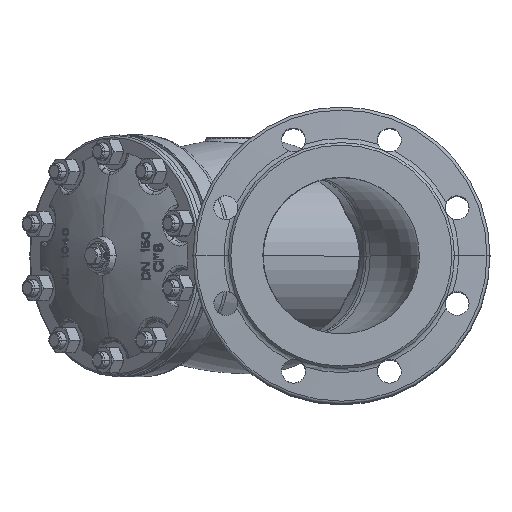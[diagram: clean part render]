
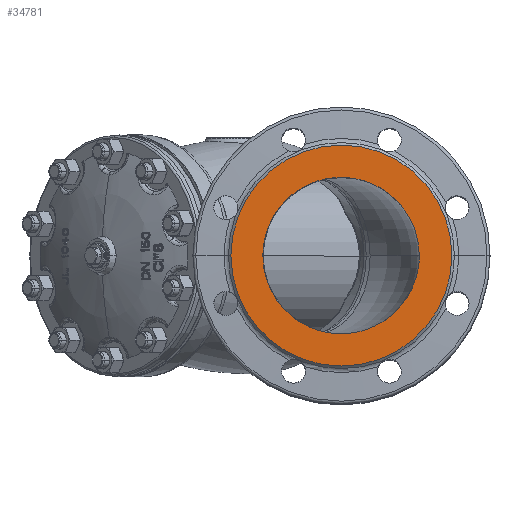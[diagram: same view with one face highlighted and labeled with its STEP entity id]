
A CAD part, top view. The second image highlights one B-rep face of the part: STEP entity #34781.
In plain terms, the highlighted planar face has unit normal (0, 0, 1).
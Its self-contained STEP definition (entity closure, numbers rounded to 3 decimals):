
#6528=CARTESIAN_POINT('',(88.,0.,405.));
#6529=DIRECTION('',(0.,0.,-1.));
#6530=DIRECTION('',(1.,0.,0.));
#6531=AXIS2_PLACEMENT_3D('',#6528,#6529,#6530);
#6533=CARTESIAN_POINT('',(88.,0.,405.));
#6534=DIRECTION('',(0.,0.,-1.));
#6535=DIRECTION('',(-1.,0.,0.));
#6536=AXIS2_PLACEMENT_3D('',#6533,#6534,#6535);
#6538=CARTESIAN_POINT('',(162.683,0.,405.));
#6539=CARTESIAN_POINT('',(162.683,8.839,405.));
#6540=CARTESIAN_POINT('',(159.481,27.942,405.));
#6541=CARTESIAN_POINT('',(145.16,50.146,405.));
#6542=CARTESIAN_POINT('',(128.964,63.248,405.));
#6543=CARTESIAN_POINT('',(115.374,70.236,405.));
#6544=CARTESIAN_POINT('',(103.629,73.551,405.));
#6545=CARTESIAN_POINT('',(94.383,74.804,405.));
#6546=CARTESIAN_POINT('',(87.683,75.098,405.));
#6547=CARTESIAN_POINT('',(80.983,74.804,405.));
#6548=CARTESIAN_POINT('',(71.736,73.551,405.));
#6549=CARTESIAN_POINT('',(59.992,70.236,405.));
#6550=CARTESIAN_POINT('',(46.401,63.248,405.));
#6551=CARTESIAN_POINT('',(30.206,50.146,405.));
#6552=CARTESIAN_POINT('',(15.885,27.942,405.));
#6553=CARTESIAN_POINT('',(12.682,8.839,405.));
#6554=CARTESIAN_POINT('',(12.682,0.,405.));
#6556=CARTESIAN_POINT('',(12.682,0.,405.));
#6557=CARTESIAN_POINT('',(12.682,-8.839,405.));
#6558=CARTESIAN_POINT('',(15.885,-27.942,405.));
#6559=CARTESIAN_POINT('',(30.206,-50.146,405.));
#6560=CARTESIAN_POINT('',(46.401,-63.248,405.));
#6561=CARTESIAN_POINT('',(59.992,-70.236,405.));
#6562=CARTESIAN_POINT('',(71.736,-73.551,405.));
#6563=CARTESIAN_POINT('',(80.983,-74.804,405.));
#6564=CARTESIAN_POINT('',(87.683,-75.098,405.));
#6565=CARTESIAN_POINT('',(94.383,-74.804,405.));
#6566=CARTESIAN_POINT('',(103.629,-73.551,405.));
#6567=CARTESIAN_POINT('',(115.374,-70.236,405.));
#6568=CARTESIAN_POINT('',(128.964,-63.248,405.));
#6569=CARTESIAN_POINT('',(145.16,-50.146,405.));
#6570=CARTESIAN_POINT('',(159.481,-27.942,405.));
#6571=CARTESIAN_POINT('',(162.683,-8.839,405.));
#6572=CARTESIAN_POINT('',(162.683,0.,405.));
#26586=CARTESIAN_POINT('',(-18.,0.,405.));
#26587=CARTESIAN_POINT('',(194.,0.,405.));
#26588=VERTEX_POINT('',#26586);
#26589=VERTEX_POINT('',#26587);
#26590=VERTEX_POINT('',#6538);
#26591=VERTEX_POINT('',#6554);
#34765=CARTESIAN_POINT('',(88.,0.,405.));
#34766=DIRECTION('',(0.,0.,1.));
#34767=DIRECTION('',(-1.,0.,0.));
#34768=AXIS2_PLACEMENT_3D('',#34765,#34766,#34767);
#34769=PLANE('',#34768);
#34771=ORIENTED_EDGE('',*,*,#34770,.T.);
#34772=ORIENTED_EDGE('',*,*,#34755,.T.);
#34773=EDGE_LOOP('',(#34771,#34772));
#34774=FACE_OUTER_BOUND('',#34773,.F.);
#34776=ORIENTED_EDGE('',*,*,#34775,.T.);
#34778=ORIENTED_EDGE('',*,*,#34777,.T.);
#34779=EDGE_LOOP('',(#34776,#34778));
#34780=FACE_BOUND('',#34779,.F.);
#34781=ADVANCED_FACE('',(#34774,#34780),#34769,.T.);
#6532=CIRCLE('',#6531,106.);
#6537=CIRCLE('',#6536,106.);
#6555=B_SPLINE_CURVE_WITH_KNOTS('',3,(#6538,#6539,#6540,#6541,#6542,#6543,#6544,
#6545,#6546,#6547,#6548,#6549,#6550,#6551,#6552,#6553,#6554),.UNSPECIFIED.,.F.,
.F.,(4,1,1,1,1,1,1,1,1,1,1,1,1,1,4),(0.,0.125,0.25,0.313,0.375,
0.438,0.469,0.5,0.531,0.563,0.625,0.688,0.75,0.875,
1.),.UNSPECIFIED.);
#6573=B_SPLINE_CURVE_WITH_KNOTS('',3,(#6556,#6557,#6558,#6559,#6560,#6561,#6562,
#6563,#6564,#6565,#6566,#6567,#6568,#6569,#6570,#6571,#6572),.UNSPECIFIED.,.F.,
.F.,(4,1,1,1,1,1,1,1,1,1,1,1,1,1,4),(0.,0.125,0.25,0.313,0.375,
0.438,0.469,0.5,0.531,0.563,0.625,0.688,0.75,0.875,
1.),.UNSPECIFIED.);
#34755=EDGE_CURVE('',#26588,#26589,#6537,.T.);
#34770=EDGE_CURVE('',#26589,#26588,#6532,.T.);
#34775=EDGE_CURVE('',#26590,#26591,#6555,.T.);
#34777=EDGE_CURVE('',#26591,#26590,#6573,.T.);
